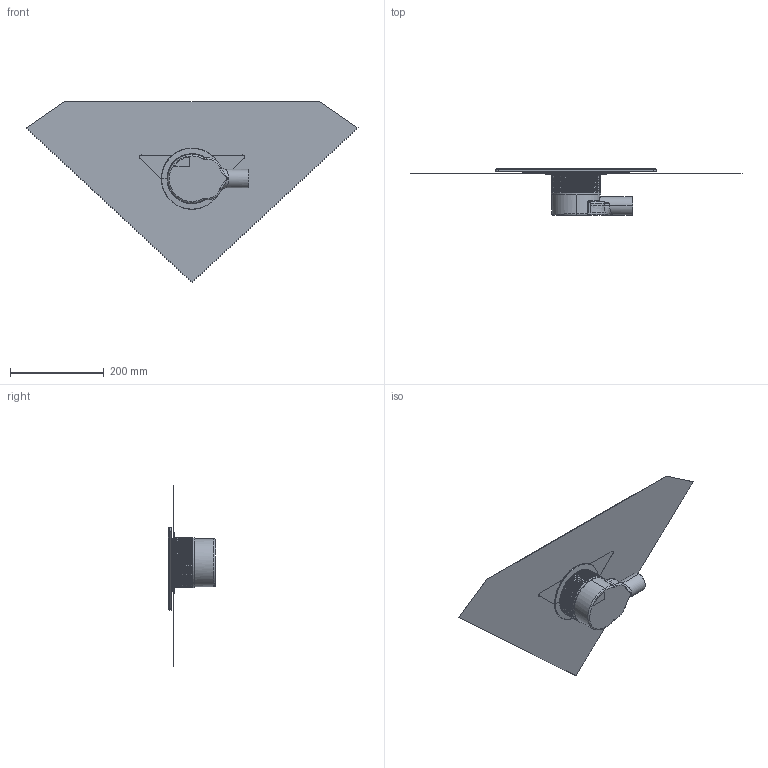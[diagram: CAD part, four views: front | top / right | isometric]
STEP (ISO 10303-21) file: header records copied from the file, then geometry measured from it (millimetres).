
FILE_DESCRIPTION(('CATIA V6 STEP','CAx-IF Rec.Pracs.--- Model Styling and Organization---1.5--- 2016-08-15','CAx-IF Rec.Pracs.---Supplemental Geometry---1.0---2011-11-01','CAx-IF Rec.Pracs.--- Composite Materials ---3.4---2017-06-13','CAx-IF Rec.Pracs.---Tessellated 3D Geometry---1.0---2015-12-17'),'2;1');
FILE_NAME('prd-HG-00420106.stp','2023-04-04T11:28:07+00:00',('none'),('none'),'3DEXPERIENCE Platform3DEXPERIENCE R2021x HotFix 8','3DEXPERIENCE Platform STEP AP242 v2','none');
FILE_SCHEMA(('AP242_MANAGED_MODEL_BASED_3D_ENGINEERING_MIM_LF {1 0 10303 442 1 1 4}'));
Length unit declared in the file: millimetre
Products named in the file (7): P-2_HG_RainDrain_Corn.KS240_bef.Nordics; P-2_AA376_ASM; P-2_AA376_1; P-2_E0106061006; P-2_HG_RainDrain_Point_Siphon_MSI; P-2_AA165; P-2_E0101021501
Assembly tree (6 placements, depth 3):
  P-2_HG_RainDrain_Corn.KS240_bef.Nordics
    P-2_AA376_ASM
      P-2_AA376_1
      P-2_E0106061006
    P-2_HG_RainDrain_Point_Siphon_MSI
    P-2_AA165
    P-2_E0101021501
Bounding box: 709.76 x 100.55 x 386.91 mm (x, y, z)
Volume: 983699.5 mm3; surface area: 524212.1 mm2
Topology: 5 solids, 5 shells, 700 faces, 1957 edges, 1295 vertices
Faces by surface type: cylinder 313, plane 265, torus 89, bspline 27, cone 4, extrusion 2
Entity records: 25590 total; most frequent: CARTESIAN_POINT 8771, ORIENTED_EDGE 3914, DIRECTION 2619, EDGE_CURVE 1957, VERTEX_POINT 1295, AXIS2_PLACEMENT_3D 1154, VECTOR 995, LINE 993
